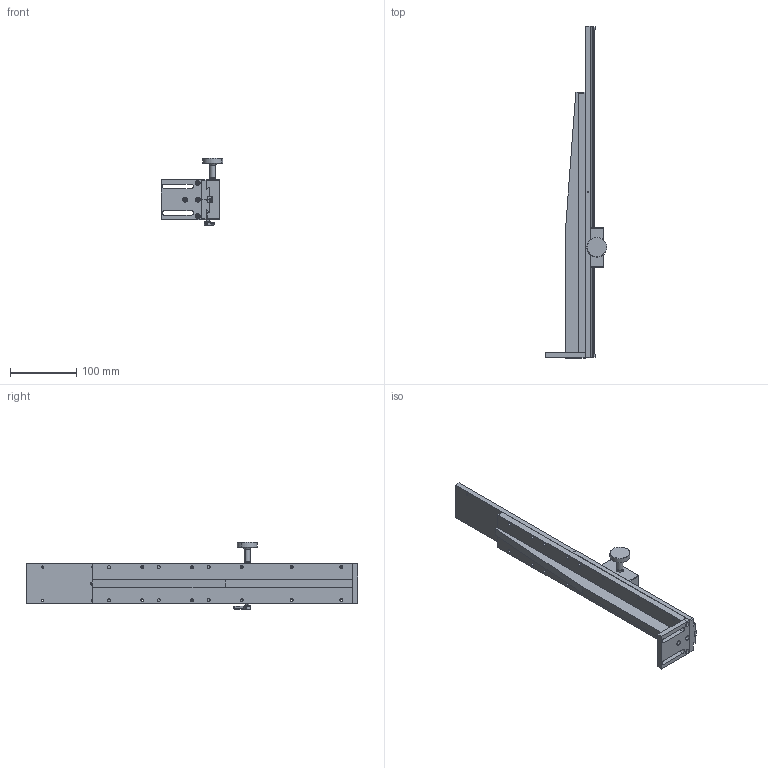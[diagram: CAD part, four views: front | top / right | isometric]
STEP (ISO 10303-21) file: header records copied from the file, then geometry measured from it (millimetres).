
FILE_DESCRIPTION (( 'STEP AP203' ), '1' );
FILE_NAME ('BWZ60-500-QCJ.STEP', '2025-03-18T00:55:46', ( 'Microsoft' ), ( 'Microsoft' ), 'SwSTEP 2.0', 'SolidWorks 2024', '' );
FILE_SCHEMA (( 'CONFIG_CONTROL_DESIGN' ));
Length unit declared in the file: millimetre
Products named in the file (1): BWZ60-500-QCJ
Bounding box: 92.71 x 500 x 101.79 mm (x, y, z)
Volume: 702351.2 mm3; surface area: 198012.7 mm2
Topology: 27 solids, 27 shells, 848 faces, 2099 edges, 1291 vertices
Faces by surface type: cylinder 321, plane 317, cone 155, bspline 33, torus 20, sphere 2
Entity records: 109574 total; most frequent: CARTESIAN_POINT 89552, DIRECTION 4246, ORIENTED_EDGE 4026, EDGE_CURVE 2013, AXIS2_PLACEMENT_3D 1619, VERTEX_POINT 1289, EDGE_LOOP 1052, LINE 1008
